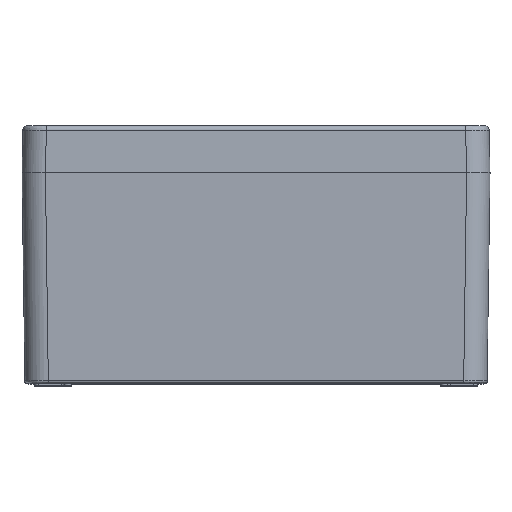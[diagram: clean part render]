
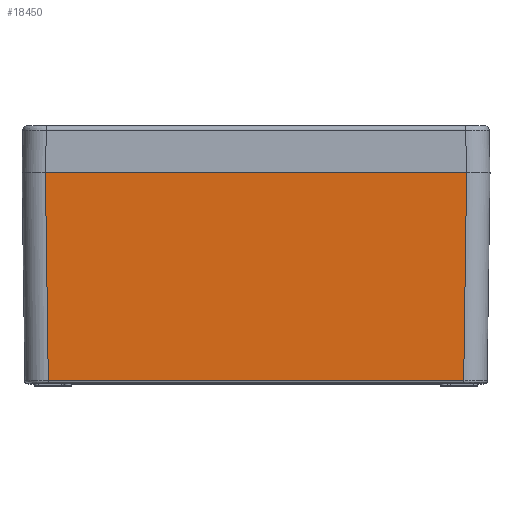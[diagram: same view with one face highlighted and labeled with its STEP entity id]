
A CAD part, top view. The second image highlights one B-rep face of the part: STEP entity #18450.
In plain terms, the highlighted planar face has unit normal (0, -0.014, 1).
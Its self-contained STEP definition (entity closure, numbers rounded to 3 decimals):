
#350 = CARTESIAN_POINT ( 'NONE',  ( -88.758, 0.986, 113.757 ) ) ;
#599 = PLANE ( 'NONE',  #4609 ) ;
#739 = CARTESIAN_POINT ( 'NONE',  ( -89.587, 60.329, 114.586 ) ) ;
#2405 = DIRECTION ( 'NONE',  ( 0., -0.014, 1. ) ) ;
#2806 = CARTESIAN_POINT ( 'NONE',  ( -90.001, 90., 115. ) ) ;
#2899 = CARTESIAN_POINT ( 'NONE',  ( -88.758, 0.986, 113.757 ) ) ;
#3154 = CARTESIAN_POINT ( 'NONE',  ( -89.172, 30.657, 114.171 ) ) ;
#3758 = EDGE_CURVE ( 'NONE', #5067, #12439, #9782, .T. ) ;
#4609 = AXIS2_PLACEMENT_3D ( 'NONE', #16133, #2405, #12074 ) ;
#5067 = VERTEX_POINT ( 'NONE', #12490 ) ;
#5074 = CARTESIAN_POINT ( 'NONE',  ( -90.001, 90., 115. ) ) ;
#5077 = VERTEX_POINT ( 'NONE', #2806 ) ;
#7208 = ORIENTED_EDGE ( 'NONE', *, *, #19649, .T. ) ;
#8211 = CARTESIAN_POINT ( 'NONE',  ( 90.001, 90., 115. ) ) ;
#8478 = CARTESIAN_POINT ( 'NONE',  ( 88.758, 0.986, 113.757 ) ) ;
#9728 = B_SPLINE_CURVE_WITH_KNOTS ( 'NONE', 3,
 ( #5074, #739, #3154, #2899 ),
 .UNSPECIFIED., .F., .F.,
 ( 4, 4 ),
 ( 0., 1. ),
 .UNSPECIFIED. ) ;
#9782 = B_SPLINE_CURVE_WITH_KNOTS ( 'NONE', 3,
 ( #8211, #12411, #13925, #8478 ),
 .UNSPECIFIED., .F., .F.,
 ( 4, 4 ),
 ( 0., 1. ),
 .UNSPECIFIED. ) ;
#10246 = ORIENTED_EDGE ( 'NONE', *, *, #3758, .F. ) ;
#12074 = DIRECTION ( 'NONE',  ( -1., 0., 0. ) ) ;
#12121 = CARTESIAN_POINT ( 'NONE',  ( -88.758, 0.986, 113.757 ) ) ;
#12334 = CARTESIAN_POINT ( 'NONE',  ( 88.758, 0.986, 113.757 ) ) ;
#12411 = CARTESIAN_POINT ( 'NONE',  ( 89.587, 60.329, 114.586 ) ) ;
#12439 = VERTEX_POINT ( 'NONE', #21847 ) ;
#12490 = CARTESIAN_POINT ( 'NONE',  ( 90.001, 90., 115. ) ) ;
#13925 = CARTESIAN_POINT ( 'NONE',  ( 89.172, 30.657, 114.171 ) ) ;
#15964 = ORIENTED_EDGE ( 'NONE', *, *, #22069, .F. ) ;
#16133 = CARTESIAN_POINT ( 'NONE',  ( -105.023, 90., 115. ) ) ;
#17295 = EDGE_CURVE ( 'NONE', #12439, #22065, #23754, .T. ) ;
#17943 = LINE ( 'NONE', #23678, #22342 ) ;
#18085 = DIRECTION ( 'NONE',  ( 1., 0., 0. ) ) ;
#18450 = ADVANCED_FACE ( 'NONE', ( #19565 ), #599, .T. ) ;
#18761 = ORIENTED_EDGE ( 'NONE', *, *, #17295, .F. ) ;
#18909 = EDGE_LOOP ( 'NONE', ( #10246, #15964, #7208, #18761 ) ) ;
#19565 = FACE_OUTER_BOUND ( 'NONE', #18909, .T. ) ;
#19649 = EDGE_CURVE ( 'NONE', #5077, #22065, #9728, .T. ) ;
#20092 = CARTESIAN_POINT ( 'NONE',  ( 29.586, 0.986, 113.757 ) ) ;
#21750 = CARTESIAN_POINT ( 'NONE',  ( -29.586, 0.986, 113.757 ) ) ;
#21847 = CARTESIAN_POINT ( 'NONE',  ( 88.758, 0.986, 113.757 ) ) ;
#22065 = VERTEX_POINT ( 'NONE', #12121 ) ;
#22069 = EDGE_CURVE ( 'NONE', #5077, #5067, #17943, .T. ) ;
#22342 = VECTOR ( 'NONE', #18085, 1000. ) ;
#23678 = CARTESIAN_POINT ( 'NONE',  ( -90.001, 90., 115. ) ) ;
#23754 = B_SPLINE_CURVE_WITH_KNOTS ( 'NONE', 3,
 ( #12334, #20092, #21750, #350 ),
 .UNSPECIFIED., .F., .F.,
 ( 4, 4 ),
 ( 0., 1. ),
 .UNSPECIFIED. ) ;
